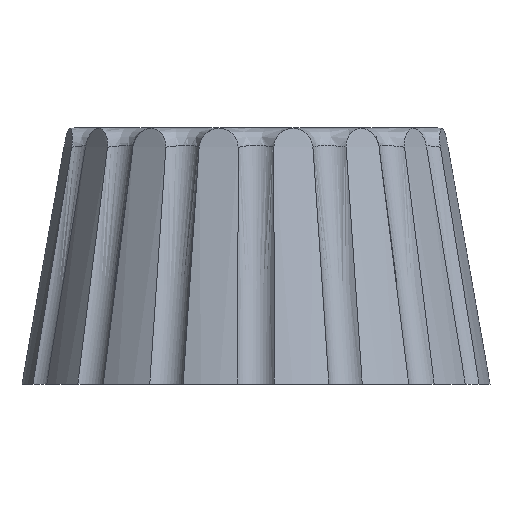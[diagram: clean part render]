
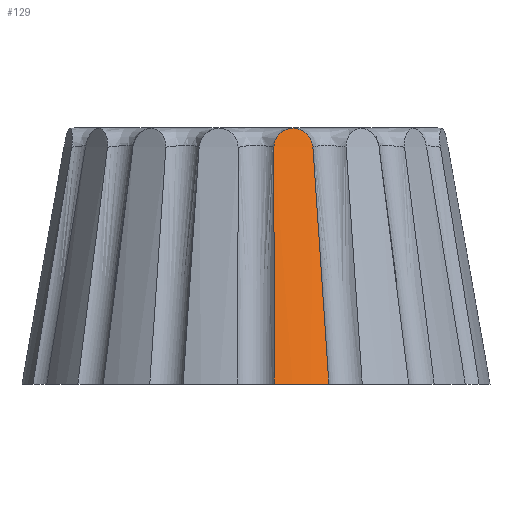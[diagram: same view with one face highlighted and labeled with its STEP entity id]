
A CAD part, left-side view. The second image highlights one B-rep face of the part: STEP entity #129.
In plain terms, the highlighted conical face has half-angle 10 degrees and reference radius 9.942 mm.
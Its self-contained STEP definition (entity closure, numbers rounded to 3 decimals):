
#129=ADVANCED_FACE('',(#705),#707,.T.);
#705=FACE_BOUND('',#706,.T.);
#706=EDGE_LOOP('',(#3250,#3251,#3252,#3253,#3254));
#707=CONICAL_SURFACE('',#708,9.942,0.175);
#708=AXIS2_PLACEMENT_3D('',#709,#710,#711);
#709=CARTESIAN_POINT('',(0.,0.,5.999));
#710=DIRECTION('',(0.,0.,-1.));
#711=DIRECTION('',(0.,-1.,0.));
#3250=ORIENTED_EDGE('',*,*,#3547,.F.);
#3251=ORIENTED_EDGE('',*,*,#3548,.T.);
#3252=ORIENTED_EDGE('',*,*,#3513,.T.);
#3253=ORIENTED_EDGE('',*,*,#3545,.T.);
#3254=ORIENTED_EDGE('',*,*,#3549,.F.);
#3513=EDGE_CURVE('',#3677,#3675,#3678,.T.);
#3545=EDGE_CURVE('',#3675,#3738,#3741,.F.);
#3547=EDGE_CURVE('',#3743,#3744,#3745,.F.);
#3548=EDGE_CURVE('',#3743,#3677,#3746,.F.);
#3549=EDGE_CURVE('',#3744,#3738,#3747,.T.);
#3675=VERTEX_POINT('',#3959);
#3677=VERTEX_POINT('',#3964);
#3678=CIRCLE('',#3965,11.);
#3738=VERTEX_POINT('',#4118);
#3741=B_SPLINE_CURVE_WITH_KNOTS('',3,
(#4136,#4137,#4138,#4139,#4140,#4141,#4142),
.UNSPECIFIED.,.F.,.F.,
(4,1,1,1,4),
(0.,0.198,0.417,0.691,1.),
.UNSPECIFIED.);
#3743=VERTEX_POINT('',#4150);
#3744=VERTEX_POINT('',#4151);
#3745=B_SPLINE_CURVE_WITH_KNOTS('',3,
(#4152,#4153,#4154,#4155,#4156,#4157,#4158,#4159,#4160,#4161,#4162,#4163,#4164,#4165,
#4166,#4167,#4168,#4169,#4170,#4171,#4172,#4173,#4174,#4175,#4176,#4177,#4178,#4179,
#4180,#4181,#4182,#4183,#4184,#4185,#4186,#4187,#4188,#4189,#4190,#4191,#4192,#4193,
#4194,#4195,#4196,#4197,#4198),
.UNSPECIFIED.,.F.,.F.,
(4,1,1,1,1,1,1,1,1,1,1,1,1,1,1,1,1,1,1,1,1,1,1,1,1,1,1,1,1,1,1,1,1,1,1,1,1,1,1,1,
1,1,1,1,4),
(0.,0.021,0.042,0.063,0.09,
0.117,0.145,0.165,0.185,0.205,
0.224,0.244,0.263,0.281,0.3,
0.317,0.335,0.352,0.369,0.385,
0.401,0.422,0.447,0.479,0.511,
0.542,0.577,0.616,0.652,0.675,
0.689,0.702,0.716,0.729,0.742,
0.755,0.777,0.812,0.861,0.905,
0.94,0.961,0.982,1.,1.),
.UNSPECIFIED.);
#3746=B_SPLINE_CURVE_WITH_KNOTS('',3,
(#4199,#4200,#4201,#4202,#4203,#4204,#4205),
.UNSPECIFIED.,.F.,.F.,
(4,1,1,1,4),
(0.,0.246,0.492,0.743,1.),
.UNSPECIFIED.);
#3747=B_SPLINE_CURVE_WITH_KNOTS('',3,
(#4206,#4207,#4208,#4209,#4210,#4211,#4212,#4213,#4214,#4215,#4216,#4217,#4218,#4219,
#4220,#4221,#4222,#4223,#4224,#4225,#4226,#4227,#4228,#4229,#4230,#4231,#4232,#4233,
#4234,#4235,#4236),
.UNSPECIFIED.,.F.,.F.,
(4,1,1,1,1,1,1,1,1,1,1,1,1,1,1,1,1,1,1,1,1,1,1,1,1,1,1,1,4),
(0.,0.031,0.062,0.094,0.137,0.18,
0.224,0.256,0.289,0.321,0.352,
0.382,0.412,0.444,0.478,0.526,
0.584,0.641,0.679,0.684,0.714,
0.745,0.778,0.812,0.848,0.885,
0.923,0.961,1.),
.UNSPECIFIED.);
#3959=CARTESIAN_POINT('',(-10.456,-3.415,0.));
#3964=CARTESIAN_POINT('',(-10.967,-0.846,0.));
#3965=AXIS2_PLACEMENT_3D('',#3966,#3967,#3968);
#3966=CARTESIAN_POINT('',(0.,0.,0.));
#3967=DIRECTION('',(0.,0.,1.));
#3968=DIRECTION('',(-0.997,-0.077,0.));
#4118=CARTESIAN_POINT('',(-8.641,-2.668,11.095));
#4136=CARTESIAN_POINT('',(-8.641,-2.668,11.095));
#4137=CARTESIAN_POINT('',(-8.761,-2.717,10.364));
#4138=CARTESIAN_POINT('',(-9.014,-2.821,8.82));
#4139=CARTESIAN_POINT('',(-9.432,-2.993,6.266));
#4140=CARTESIAN_POINT('',(-9.917,-3.193,3.299));
#4141=CARTESIAN_POINT('',(-10.269,-3.338,1.145));
#4142=CARTESIAN_POINT('',(-10.456,-3.415,0.));
#4150=CARTESIAN_POINT('',(-9.004,-0.842,11.095));
#4151=CARTESIAN_POINT('',(-8.714,-1.734,11.997));
#4152=CARTESIAN_POINT('',(-8.714,-1.734,11.997));
#4153=CARTESIAN_POINT('',(-8.716,-1.724,11.997));
#4154=CARTESIAN_POINT('',(-8.72,-1.704,11.995));
#4155=CARTESIAN_POINT('',(-8.726,-1.676,11.991));
#4156=CARTESIAN_POINT('',(-8.733,-1.644,11.987));
#4157=CARTESIAN_POINT('',(-8.741,-1.609,11.981));
#4158=CARTESIAN_POINT('',(-8.749,-1.572,11.973));
#4159=CARTESIAN_POINT('',(-8.756,-1.539,11.964));
#4160=CARTESIAN_POINT('',(-8.763,-1.509,11.955));
#4161=CARTESIAN_POINT('',(-8.769,-1.482,11.946));
#4162=CARTESIAN_POINT('',(-8.775,-1.456,11.937));
#4163=CARTESIAN_POINT('',(-8.781,-1.43,11.927));
#4164=CARTESIAN_POINT('',(-8.787,-1.405,11.917));
#4165=CARTESIAN_POINT('',(-8.793,-1.381,11.906));
#4166=CARTESIAN_POINT('',(-8.798,-1.358,11.895));
#4167=CARTESIAN_POINT('',(-8.804,-1.335,11.883));
#4168=CARTESIAN_POINT('',(-8.809,-1.313,11.871));
#4169=CARTESIAN_POINT('',(-8.815,-1.292,11.859));
#4170=CARTESIAN_POINT('',(-8.82,-1.272,11.847));
#4171=CARTESIAN_POINT('',(-8.825,-1.252,11.834));
#4172=CARTESIAN_POINT('',(-8.83,-1.233,11.821));
#4173=CARTESIAN_POINT('',(-8.835,-1.213,11.807));
#4174=CARTESIAN_POINT('',(-8.841,-1.19,11.79));
#4175=CARTESIAN_POINT('',(-8.849,-1.162,11.767));
#4176=CARTESIAN_POINT('',(-8.858,-1.131,11.74));
#4177=CARTESIAN_POINT('',(-8.868,-1.099,11.709));
#4178=CARTESIAN_POINT('',(-8.877,-1.068,11.677));
#4179=CARTESIAN_POINT('',(-8.887,-1.036,11.64));
#4180=CARTESIAN_POINT('',(-8.898,-1.005,11.599));
#4181=CARTESIAN_POINT('',(-8.908,-0.979,11.561));
#4182=CARTESIAN_POINT('',(-8.915,-0.961,11.532));
#4183=CARTESIAN_POINT('',(-8.92,-0.95,11.512));
#4184=CARTESIAN_POINT('',(-8.924,-0.941,11.495));
#4185=CARTESIAN_POINT('',(-8.927,-0.932,11.479));
#4186=CARTESIAN_POINT('',(-8.931,-0.924,11.462));
#4187=CARTESIAN_POINT('',(-8.935,-0.917,11.446));
#4188=CARTESIAN_POINT('',(-8.939,-0.908,11.425));
#4189=CARTESIAN_POINT('',(-8.946,-0.895,11.395));
#4190=CARTESIAN_POINT('',(-8.956,-0.879,11.348));
#4191=CARTESIAN_POINT('',(-8.968,-0.863,11.29));
#4192=CARTESIAN_POINT('',(-8.979,-0.852,11.232));
#4193=CARTESIAN_POINT('',(-8.988,-0.846,11.185));
#4194=CARTESIAN_POINT('',(-8.995,-0.844,11.149));
#4195=CARTESIAN_POINT('',(-9.,-0.842,11.121));
#4196=CARTESIAN_POINT('',(-9.003,-0.842,11.103));
#4197=CARTESIAN_POINT('',(-9.004,-0.842,11.095));
#4198=CARTESIAN_POINT('',(-9.004,-0.842,11.095));
#4199=CARTESIAN_POINT('',(-10.967,-0.846,0.));
#4200=CARTESIAN_POINT('',(-10.807,-0.846,0.909));
#4201=CARTESIAN_POINT('',(-10.485,-0.845,2.728));
#4202=CARTESIAN_POINT('',(-9.999,-0.844,5.477));
#4203=CARTESIAN_POINT('',(-9.505,-0.843,8.266));
#4204=CARTESIAN_POINT('',(-9.173,-0.843,10.145));
#4205=CARTESIAN_POINT('',(-9.004,-0.842,11.095));
#4206=CARTESIAN_POINT('',(-8.714,-1.734,11.997));
#4207=CARTESIAN_POINT('',(-8.711,-1.748,11.996));
#4208=CARTESIAN_POINT('',(-8.706,-1.777,11.994));
#4209=CARTESIAN_POINT('',(-8.698,-1.821,11.988));
#4210=CARTESIAN_POINT('',(-8.689,-1.869,11.979));
#4211=CARTESIAN_POINT('',(-8.68,-1.923,11.966));
#4212=CARTESIAN_POINT('',(-8.67,-1.981,11.949));
#4213=CARTESIAN_POINT('',(-8.661,-2.034,11.93));
#4214=CARTESIAN_POINT('',(-8.653,-2.081,11.91));
#4215=CARTESIAN_POINT('',(-8.647,-2.123,11.89));
#4216=CARTESIAN_POINT('',(-8.641,-2.162,11.869));
#4217=CARTESIAN_POINT('',(-8.635,-2.2,11.847));
#4218=CARTESIAN_POINT('',(-8.63,-2.237,11.824));
#4219=CARTESIAN_POINT('',(-8.625,-2.272,11.799));
#4220=CARTESIAN_POINT('',(-8.621,-2.308,11.771));
#4221=CARTESIAN_POINT('',(-8.616,-2.349,11.737));
#4222=CARTESIAN_POINT('',(-8.611,-2.398,11.691));
#4223=CARTESIAN_POINT('',(-8.607,-2.45,11.634));
#4224=CARTESIAN_POINT('',(-8.605,-2.494,11.576));
#4225=CARTESIAN_POINT('',(-8.604,-2.52,11.537));
#4226=CARTESIAN_POINT('',(-8.604,-2.539,11.508));
#4227=CARTESIAN_POINT('',(-8.604,-2.554,11.481));
#4228=CARTESIAN_POINT('',(-8.606,-2.575,11.441));
#4229=CARTESIAN_POINT('',(-8.607,-2.595,11.399));
#4230=CARTESIAN_POINT('',(-8.61,-2.613,11.353));
#4231=CARTESIAN_POINT('',(-8.614,-2.629,11.305));
#4232=CARTESIAN_POINT('',(-8.619,-2.643,11.255));
#4233=CARTESIAN_POINT('',(-8.625,-2.655,11.203));
#4234=CARTESIAN_POINT('',(-8.633,-2.663,11.149));
#4235=CARTESIAN_POINT('',(-8.638,-2.667,11.113));
#4236=CARTESIAN_POINT('',(-8.641,-2.668,11.095));
